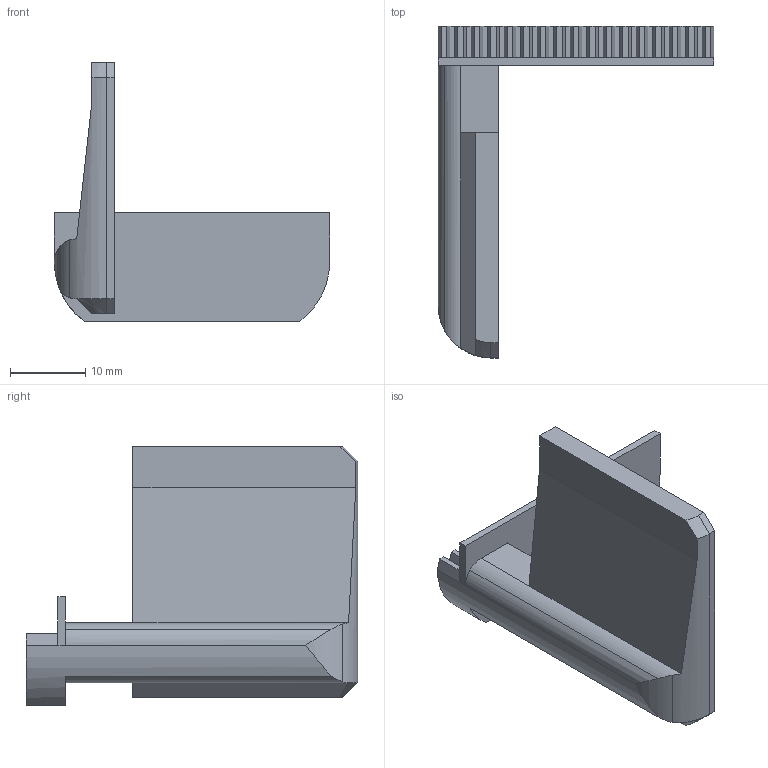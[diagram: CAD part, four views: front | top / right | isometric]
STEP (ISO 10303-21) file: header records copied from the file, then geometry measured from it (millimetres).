
FILE_DESCRIPTION (( 'STEP AP214' ), '1' );
FILE_NAME ('gripper_finger.step.STEP', '2024-09-16T01:41:33', ( '' ), ( '' ), 'SwSTEP 2.0', 'SolidWorks 2023', '' );
FILE_SCHEMA (( 'AUTOMOTIVE_DESIGN' ));
Length unit declared in the file: millimetre
Products named in the file (1): gripper_finger.step
Bounding box: 36.74 x 44.25 x 34.5 mm (x, y, z)
Volume: 6933.5 mm3; surface area: 4373.6 mm2
Topology: 1 solids, 1 shells, 97 faces, 277 edges, 182 vertices
Faces by surface type: plane 88, cylinder 7, cone 2
Entity records: 3183 total; most frequent: CARTESIAN_POINT 639, ORIENTED_EDGE 554, DIRECTION 475, EDGE_CURVE 277, LINE 257, VECTOR 257, VERTEX_POINT 182, AXIS2_PLACEMENT_3D 109
